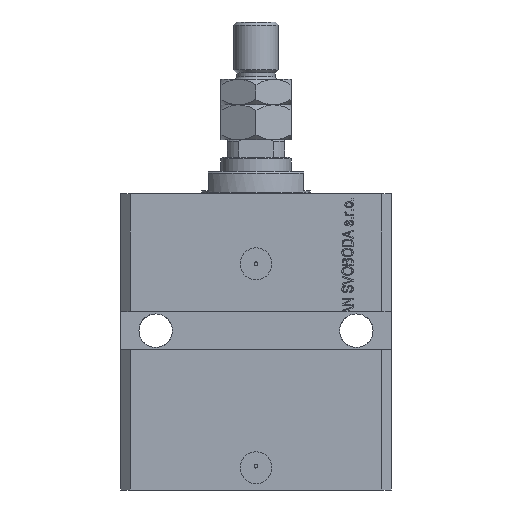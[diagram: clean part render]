
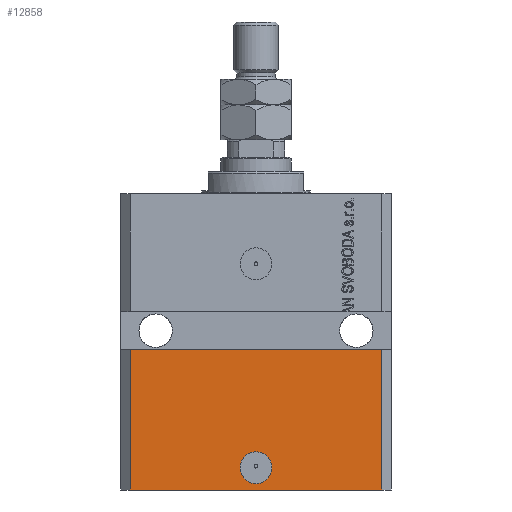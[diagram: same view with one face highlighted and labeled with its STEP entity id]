
A CAD part, front view. The second image highlights one B-rep face of the part: STEP entity #12858.
In plain terms, the highlighted planar face has unit normal (0, -1, 0).
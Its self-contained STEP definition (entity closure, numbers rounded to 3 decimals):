
#1700 = EDGE_CURVE ( 'NONE', #23500, #26855, #39882, .T. ) ;
#1937 = VECTOR ( 'NONE', #33084, 1000. ) ;
#2805 = CARTESIAN_POINT ( 'NONE',  ( 39.5, -31.5, -93. ) ) ;
#3910 = CARTESIAN_POINT ( 'NONE',  ( 0., -31.5, -86. ) ) ;
#4820 = CARTESIAN_POINT ( 'NONE',  ( -39.5, -31.5, -93. ) ) ;
#5060 = LINE ( 'NONE', #10177, #32461 ) ;
#8676 = VERTEX_POINT ( 'NONE', #14331 ) ;
#10177 = CARTESIAN_POINT ( 'NONE',  ( -42.5, -31.5, -49. ) ) ;
#10180 = VECTOR ( 'NONE', #32358, 1000. ) ;
#12005 = LINE ( 'NONE', #26915, #36953 ) ;
#12858 = ADVANCED_FACE ( 'NONE', ( #36768, #29058 ), #14657, .T. ) ;
#13060 = DIRECTION ( 'NONE',  ( 1., 0., 0. ) ) ;
#13752 = CARTESIAN_POINT ( 'NONE',  ( 39.5, -31.5, -49. ) ) ;
#14331 = CARTESIAN_POINT ( 'NONE',  ( 39.5, -31.5, -93. ) ) ;
#14462 = LINE ( 'NONE', #2805, #1937 ) ;
#14657 = PLANE ( 'NONE',  #36928 ) ;
#14726 = AXIS2_PLACEMENT_3D ( 'NONE', #20497, #43381, #13060 ) ;
#15105 = DIRECTION ( 'NONE',  ( 0., -1., 0. ) ) ;
#18571 = CARTESIAN_POINT ( 'NONE',  ( 5., -31.5, -86. ) ) ;
#19143 = EDGE_CURVE ( 'NONE', #8676, #45705, #14462, .T. ) ;
#20497 = CARTESIAN_POINT ( 'NONE',  ( 0., -31.5, -86. ) ) ;
#23432 = DIRECTION ( 'NONE',  ( 0., 0., 1. ) ) ;
#23500 = VERTEX_POINT ( 'NONE', #18571 ) ;
#24381 = ORIENTED_EDGE ( 'NONE', *, *, #34010, .F. ) ;
#24421 = LINE ( 'NONE', #4820, #10180 ) ;
#24609 = CARTESIAN_POINT ( 'NONE',  ( -5., -31.5, -86. ) ) ;
#25200 = EDGE_CURVE ( 'NONE', #26855, #23500, #33743, .T. ) ;
#25814 = DIRECTION ( 'NONE',  ( 0., 0., -1. ) ) ;
#26489 = EDGE_CURVE ( 'NONE', #46869, #37615, #12005, .T. ) ;
#26855 = VERTEX_POINT ( 'NONE', #24609 ) ;
#26915 = CARTESIAN_POINT ( 'NONE',  ( -39.5, -31.5, -93. ) ) ;
#27894 = DIRECTION ( 'NONE',  ( 1., 0., 0. ) ) ;
#29058 = FACE_OUTER_BOUND ( 'NONE', #40084, .T. ) ;
#29196 = CARTESIAN_POINT ( 'NONE',  ( -39.5, -31.5, -49. ) ) ;
#31523 = CARTESIAN_POINT ( 'NONE',  ( -39.5, -31.5, -93. ) ) ;
#32358 = DIRECTION ( 'NONE',  ( 1., 0., 0. ) ) ;
#32461 = VECTOR ( 'NONE', #27894, 1000. ) ;
#33029 = DIRECTION ( 'NONE',  ( 0., -1., 0. ) ) ;
#33084 = DIRECTION ( 'NONE',  ( 0., 0., 1. ) ) ;
#33743 = CIRCLE ( 'NONE', #14726, 5. ) ;
#34010 = EDGE_CURVE ( 'NONE', #37615, #45705, #5060, .T. ) ;
#36221 = ORIENTED_EDGE ( 'NONE', *, *, #26489, .F. ) ;
#36768 = FACE_BOUND ( 'NONE', #47471, .T. ) ;
#36928 = AXIS2_PLACEMENT_3D ( 'NONE', #43752, #33029, #25814 ) ;
#36953 = VECTOR ( 'NONE', #23432, 1000. ) ;
#37615 = VERTEX_POINT ( 'NONE', #29196 ) ;
#37850 = ORIENTED_EDGE ( 'NONE', *, *, #25200, .F. ) ;
#39882 = CIRCLE ( 'NONE', #43829, 5. ) ;
#40084 = EDGE_LOOP ( 'NONE', ( #24381, #36221, #40140, #46895 ) ) ;
#40140 = ORIENTED_EDGE ( 'NONE', *, *, #44694, .T. ) ;
#43381 = DIRECTION ( 'NONE',  ( 0., -1., 0. ) ) ;
#43577 = ORIENTED_EDGE ( 'NONE', *, *, #1700, .F. ) ;
#43752 = CARTESIAN_POINT ( 'NONE',  ( -39.5, -31.5, -93. ) ) ;
#43829 = AXIS2_PLACEMENT_3D ( 'NONE', #3910, #15105, #45398 ) ;
#44694 = EDGE_CURVE ( 'NONE', #46869, #8676, #24421, .T. ) ;
#45398 = DIRECTION ( 'NONE',  ( 1., 0., 0. ) ) ;
#45705 = VERTEX_POINT ( 'NONE', #13752 ) ;
#46869 = VERTEX_POINT ( 'NONE', #31523 ) ;
#46895 = ORIENTED_EDGE ( 'NONE', *, *, #19143, .T. ) ;
#47471 = EDGE_LOOP ( 'NONE', ( #43577, #37850 ) ) ;
